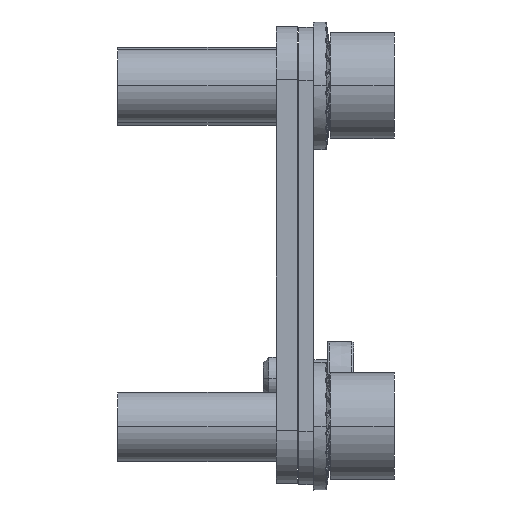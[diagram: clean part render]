
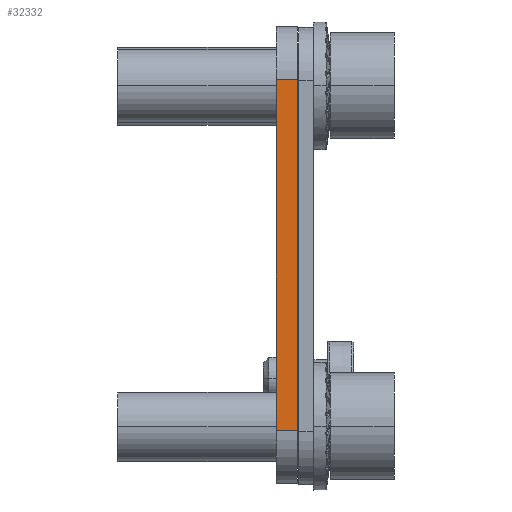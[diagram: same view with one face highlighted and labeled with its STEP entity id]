
A CAD part, left-side view. The second image highlights one B-rep face of the part: STEP entity #32332.
In plain terms, the highlighted planar face has unit normal (-1, 0, 0).
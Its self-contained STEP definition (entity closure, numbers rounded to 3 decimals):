
#3784=DIRECTION('',(0.,0.,1.));
#3785=VECTOR('',#3784,32.998);
#3786=CARTESIAN_POINT('',(-70.5,-2.,-16.4));
#3787=LINE('',#3786,#3785);
#3922=DIRECTION('',(0.,-1.,0.));
#3923=VECTOR('',#3922,2.);
#3924=CARTESIAN_POINT('',(-70.5,0.,-16.4));
#3925=LINE('',#3924,#3923);
#3966=DIRECTION('',(0.,1.,0.001));
#3967=VECTOR('',#3966,2.);
#3968=CARTESIAN_POINT('',(-70.5,-2.,16.598));
#3969=LINE('',#3968,#3967);
#3994=DIRECTION('',(0.,0.,-1.));
#3995=VECTOR('',#3994,33.);
#3996=CARTESIAN_POINT('',(-70.5,0.,16.6));
#3997=LINE('',#3996,#3995);
#19151=CARTESIAN_POINT('',(-70.5,-2.,-16.4));
#19152=CARTESIAN_POINT('',(-70.5,-2.,16.598));
#19153=VERTEX_POINT('',#19151);
#19154=VERTEX_POINT('',#19152);
#19207=CARTESIAN_POINT('',(-70.5,0.,-16.4));
#19208=VERTEX_POINT('',#19207);
#19209=CARTESIAN_POINT('',(-70.5,0.,16.6));
#19210=VERTEX_POINT('',#19209);
#32318=CARTESIAN_POINT('',(-70.5,-1.,0.1));
#32319=DIRECTION('',(1.,0.,0.));
#32320=DIRECTION('',(0.,0.,1.));
#32321=AXIS2_PLACEMENT_3D('',#32318,#32319,#32320);
#32322=PLANE('',#32321);
#32323=ORIENTED_EDGE('',*,*,#32227,.F.);
#32325=ORIENTED_EDGE('',*,*,#32324,.F.);
#32327=ORIENTED_EDGE('',*,*,#32326,.F.);
#32329=ORIENTED_EDGE('',*,*,#32328,.F.);
#32330=EDGE_LOOP('',(#32323,#32325,#32327,#32329));
#32331=FACE_OUTER_BOUND('',#32330,.F.);
#32227=EDGE_CURVE('',#19153,#19154,#3787,.T.);
#32324=EDGE_CURVE('',#19208,#19153,#3925,.T.);
#32326=EDGE_CURVE('',#19210,#19208,#3997,.T.);
#32328=EDGE_CURVE('',#19154,#19210,#3969,.T.);
#32332=ADVANCED_FACE('',(#32331),#32322,.F.);
